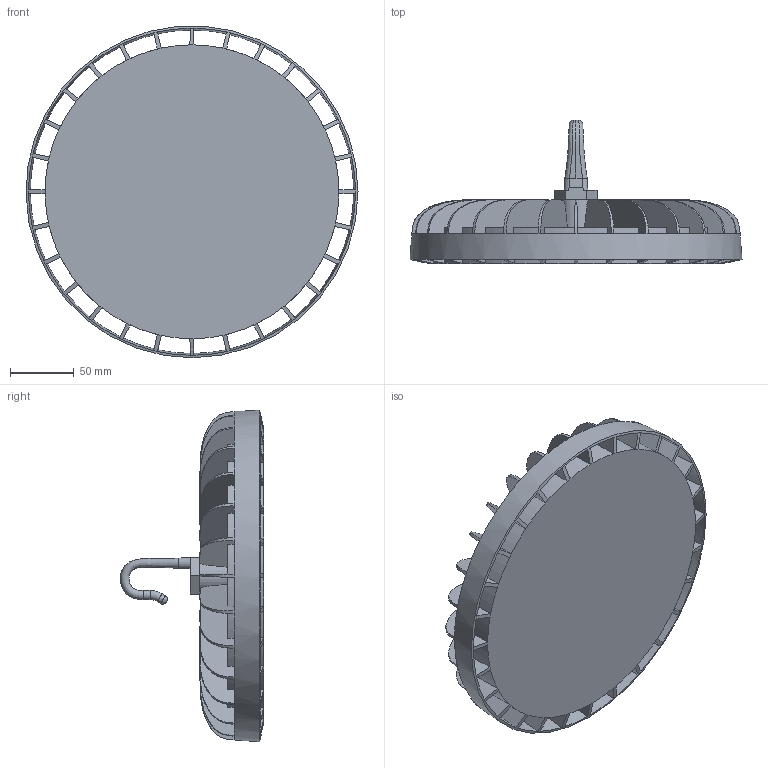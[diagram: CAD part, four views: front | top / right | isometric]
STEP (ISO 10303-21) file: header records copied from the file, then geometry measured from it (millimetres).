
FILE_DESCRIPTION (( 'STEP AP214' ), '1' );
FILE_NAME ('HB_COMP_166W.STEP', '2023-06-06T11:27:30', ( '' ), ( '' ), 'SwSTEP 2.0', 'SolidWorks 2020', '' );
FILE_SCHEMA (( 'AUTOMOTIVE_DESIGN' ));
Length unit declared in the file: millimetre
Products named in the file (1): HB_COMP_166W
Bounding box: 259.99 x 112.28 x 259.61 mm (x, y, z)
Volume: 1494439.7 mm3; surface area: 343015.6 mm2
Topology: 3 solids, 3 shells, 272 faces, 893 edges, 573 vertices
Faces by surface type: plane 133, bspline 90, cylinder 41, cone 4, torus 4
Full cylindrical faces by diameter (mm): 28.049 x1
Entity records: 27392 total; most frequent: CARTESIAN_POINT 17877, ORIENTED_EDGE 1776, EDGE_CURVE 888, DIRECTION 793, VERTEX_POINT 571, B_SPLINE_CURVE_WITH_KNOTS 542, AXIS2_PLACEMENT_3D 292, EDGE_LOOP 277
